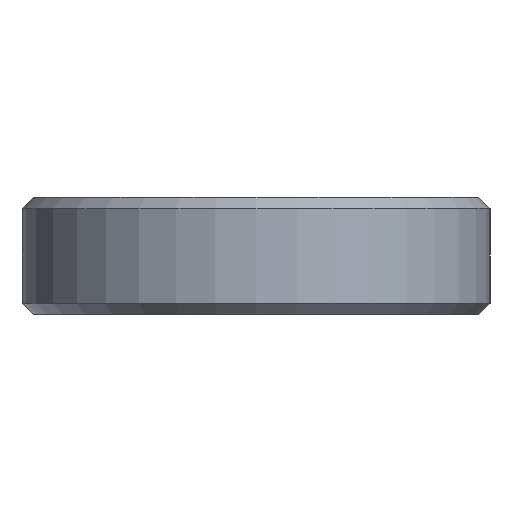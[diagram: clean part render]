
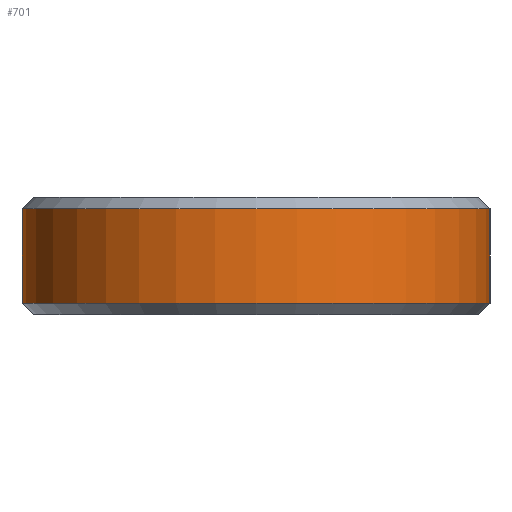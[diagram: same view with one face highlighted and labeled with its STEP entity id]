
A CAD part, left-side view. The second image highlights one B-rep face of the part: STEP entity #701.
In plain terms, the highlighted cylindrical face has radius 6.25 mm (diameter 12.5 mm), a partial arc.
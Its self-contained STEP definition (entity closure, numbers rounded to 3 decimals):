
#45 = CONICAL_SURFACE('',#46,6.25,0.785);
#46 = AXIS2_PLACEMENT_3D('',#47,#48,#49);
#47 = CARTESIAN_POINT('',(0.,0.,0.3));
#48 = DIRECTION('',(0.,0.,1.));
#49 = DIRECTION('',(0.,1.,0.));
#268 = VERTEX_POINT('',#269);
#269 = CARTESIAN_POINT('',(0.,6.25,0.3));
#292 = VERTEX_POINT('',#293);
#293 = CARTESIAN_POINT('',(0.,-6.25,0.3));
#314 = EDGE_CURVE('',#268,#292,#315,.T.);
#315 = SURFACE_CURVE('',#316,(#321,#328),.PCURVE_S1.);
#316 = CIRCLE('',#317,6.25);
#317 = AXIS2_PLACEMENT_3D('',#318,#319,#320);
#318 = CARTESIAN_POINT('',(0.,0.,0.3));
#319 = DIRECTION('',(0.,-0.,1.));
#320 = DIRECTION('',(0.,1.,0.));
#321 = PCURVE('',#45,#322);
#322 = DEFINITIONAL_REPRESENTATION('',(#323),#327);
#323 = LINE('',#324,#325);
#324 = CARTESIAN_POINT('',(0.,0.));
#325 = VECTOR('',#326,1.);
#326 = DIRECTION('',(1.,0.));
#327 = ( GEOMETRIC_REPRESENTATION_CONTEXT(2) 
PARAMETRIC_REPRESENTATION_CONTEXT() REPRESENTATION_CONTEXT('2D SPACE',''
  ) );
#328 = PCURVE('',#329,#334);
#329 = CYLINDRICAL_SURFACE('',#330,6.25);
#330 = AXIS2_PLACEMENT_3D('',#331,#332,#333);
#331 = CARTESIAN_POINT('',(0.,0.,0.));
#332 = DIRECTION('',(-0.,-0.,-1.));
#333 = DIRECTION('',(1.,0.,0.));
#334 = DEFINITIONAL_REPRESENTATION('',(#335),#339);
#335 = LINE('',#336,#337);
#336 = CARTESIAN_POINT('',(-1.571,-0.3));
#337 = VECTOR('',#338,1.);
#338 = DIRECTION('',(-1.,0.));
#339 = ( GEOMETRIC_REPRESENTATION_CONTEXT(2) 
PARAMETRIC_REPRESENTATION_CONTEXT() REPRESENTATION_CONTEXT('2D SPACE',''
  ) );
#383 = PLANE('',#384);
#384 = AXIS2_PLACEMENT_3D('',#385,#386,#387);
#385 = CARTESIAN_POINT('',(0.,6.25,0.));
#386 = DIRECTION('',(0.,1.,0.));
#387 = DIRECTION('',(1.,0.,0.));
#437 = PLANE('',#438);
#438 = AXIS2_PLACEMENT_3D('',#439,#440,#441);
#439 = CARTESIAN_POINT('',(0.,-6.25,0.));
#440 = DIRECTION('',(0.,1.,0.));
#441 = DIRECTION('',(1.,0.,0.));
#701 = ADVANCED_FACE('',(#702),#329,.T.);
#702 = FACE_BOUND('',#703,.F.);
#703 = EDGE_LOOP('',(#704,#727,#756,#777));
#704 = ORIENTED_EDGE('',*,*,#705,.T.);
#705 = EDGE_CURVE('',#268,#706,#708,.T.);
#706 = VERTEX_POINT('',#707);
#707 = CARTESIAN_POINT('',(0.,6.25,2.825));
#708 = SURFACE_CURVE('',#709,(#713,#720),.PCURVE_S1.);
#709 = LINE('',#710,#711);
#710 = CARTESIAN_POINT('',(0.,6.25,0.));
#711 = VECTOR('',#712,1.);
#712 = DIRECTION('',(0.,0.,1.));
#713 = PCURVE('',#329,#714);
#714 = DEFINITIONAL_REPRESENTATION('',(#715),#719);
#715 = LINE('',#716,#717);
#716 = CARTESIAN_POINT('',(-1.571,0.));
#717 = VECTOR('',#718,1.);
#718 = DIRECTION('',(-0.,-1.));
#719 = ( GEOMETRIC_REPRESENTATION_CONTEXT(2) 
PARAMETRIC_REPRESENTATION_CONTEXT() REPRESENTATION_CONTEXT('2D SPACE',''
  ) );
#720 = PCURVE('',#383,#721);
#721 = DEFINITIONAL_REPRESENTATION('',(#722),#726);
#722 = LINE('',#723,#724);
#723 = CARTESIAN_POINT('',(0.,0.));
#724 = VECTOR('',#725,1.);
#725 = DIRECTION('',(0.,-1.));
#726 = ( GEOMETRIC_REPRESENTATION_CONTEXT(2) 
PARAMETRIC_REPRESENTATION_CONTEXT() REPRESENTATION_CONTEXT('2D SPACE',''
  ) );
#727 = ORIENTED_EDGE('',*,*,#728,.T.);
#728 = EDGE_CURVE('',#706,#729,#731,.T.);
#729 = VERTEX_POINT('',#730);
#730 = CARTESIAN_POINT('',(0.,-6.25,2.825));
#731 = SURFACE_CURVE('',#732,(#737,#744),.PCURVE_S1.);
#732 = CIRCLE('',#733,6.25);
#733 = AXIS2_PLACEMENT_3D('',#734,#735,#736);
#734 = CARTESIAN_POINT('',(0.,0.,2.825));
#735 = DIRECTION('',(0.,-0.,1.));
#736 = DIRECTION('',(0.,1.,0.));
#737 = PCURVE('',#329,#738);
#738 = DEFINITIONAL_REPRESENTATION('',(#739),#743);
#739 = LINE('',#740,#741);
#740 = CARTESIAN_POINT('',(-1.571,-2.825));
#741 = VECTOR('',#742,1.);
#742 = DIRECTION('',(-1.,0.));
#743 = ( GEOMETRIC_REPRESENTATION_CONTEXT(2) 
PARAMETRIC_REPRESENTATION_CONTEXT() REPRESENTATION_CONTEXT('2D SPACE',''
  ) );
#744 = PCURVE('',#745,#750);
#745 = CONICAL_SURFACE('',#746,6.25,0.785);
#746 = AXIS2_PLACEMENT_3D('',#747,#748,#749);
#747 = CARTESIAN_POINT('',(0.,0.,2.825));
#748 = DIRECTION('',(-0.,-0.,-1.));
#749 = DIRECTION('',(0.,1.,0.));
#750 = DEFINITIONAL_REPRESENTATION('',(#751),#755);
#751 = LINE('',#752,#753);
#752 = CARTESIAN_POINT('',(-0.,-0.));
#753 = VECTOR('',#754,1.);
#754 = DIRECTION('',(-1.,-0.));
#755 = ( GEOMETRIC_REPRESENTATION_CONTEXT(2) 
PARAMETRIC_REPRESENTATION_CONTEXT() REPRESENTATION_CONTEXT('2D SPACE',''
  ) );
#756 = ORIENTED_EDGE('',*,*,#757,.F.);
#757 = EDGE_CURVE('',#292,#729,#758,.T.);
#758 = SURFACE_CURVE('',#759,(#763,#770),.PCURVE_S1.);
#759 = LINE('',#760,#761);
#760 = CARTESIAN_POINT('',(0.,-6.25,0.));
#761 = VECTOR('',#762,1.);
#762 = DIRECTION('',(0.,0.,1.));
#763 = PCURVE('',#329,#764);
#764 = DEFINITIONAL_REPRESENTATION('',(#765),#769);
#765 = LINE('',#766,#767);
#766 = CARTESIAN_POINT('',(-4.712,0.));
#767 = VECTOR('',#768,1.);
#768 = DIRECTION('',(-0.,-1.));
#769 = ( GEOMETRIC_REPRESENTATION_CONTEXT(2) 
PARAMETRIC_REPRESENTATION_CONTEXT() REPRESENTATION_CONTEXT('2D SPACE',''
  ) );
#770 = PCURVE('',#437,#771);
#771 = DEFINITIONAL_REPRESENTATION('',(#772),#776);
#772 = LINE('',#773,#774);
#773 = CARTESIAN_POINT('',(0.,0.));
#774 = VECTOR('',#775,1.);
#775 = DIRECTION('',(0.,-1.));
#776 = ( GEOMETRIC_REPRESENTATION_CONTEXT(2) 
PARAMETRIC_REPRESENTATION_CONTEXT() REPRESENTATION_CONTEXT('2D SPACE',''
  ) );
#777 = ORIENTED_EDGE('',*,*,#314,.F.);
